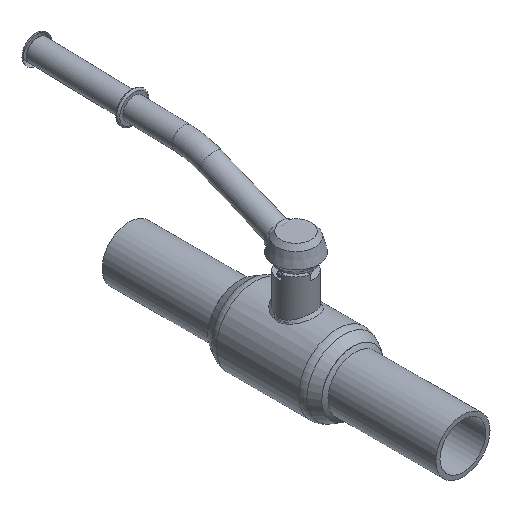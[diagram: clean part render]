
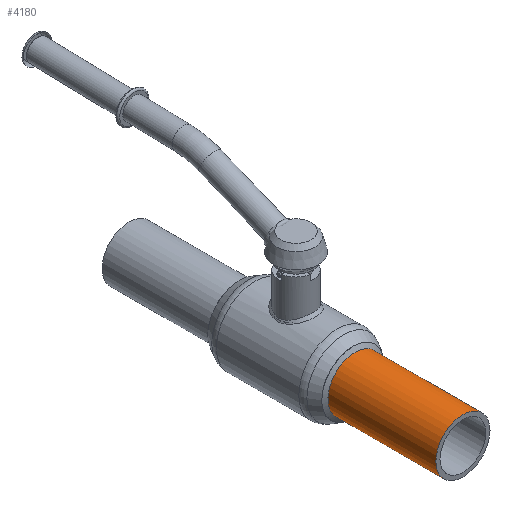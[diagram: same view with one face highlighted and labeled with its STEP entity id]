
A CAD part, isometric view. The second image highlights one B-rep face of the part: STEP entity #4180.
In plain terms, the highlighted cylindrical face has radius 21.15 mm (diameter 42.3 mm), a full revolution.
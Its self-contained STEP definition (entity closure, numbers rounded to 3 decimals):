
#4148=CARTESIAN_POINT('',(0.,-130.5,0.));
#4149=DIRECTION('',(0.,-1.,0.));
#4150=DIRECTION('',(0.,0.,-1.));
#4151=AXIS2_PLACEMENT_3D('',#4148,#4149,#4150);
#4152=CYLINDRICAL_SURFACE('',#4151,21.15);
#4153=CARTESIAN_POINT('',(-0.,-130.5,-21.15));
#4154=VERTEX_POINT('',#4153);
#4155=CARTESIAN_POINT('',(-0.,-35.331,-21.15));
#4156=VERTEX_POINT('',#4155);
#4157=CARTESIAN_POINT('',(0.,-130.5,-21.15));
#4158=DIRECTION('',(-0.,1.,-0.));
#4159=VECTOR('',#4158,95.169);
#4160=LINE('',#4157,#4159);
#4161=EDGE_CURVE('',#4154,#4156,#4160,.T.);
#4162=ORIENTED_EDGE('',*,*,#4161,.T.);
#4163=CARTESIAN_POINT('',(0.,-35.331,0.));
#4164=DIRECTION('',(0.,-1.,0.));
#4165=DIRECTION('',(0.,0.,-1.));
#4166=AXIS2_PLACEMENT_3D('',#4163,#4164,#4165);
#4167=CIRCLE('',#4166,21.15);
#4168=EDGE_CURVE('',#4156,#4156,#4167,.T.);
#4169=ORIENTED_EDGE('',*,*,#4168,.T.);
#4170=ORIENTED_EDGE('',*,*,#4161,.F.);
#4171=CARTESIAN_POINT('',(0.,-130.5,0.));
#4172=DIRECTION('',(0.,-1.,0.));
#4173=DIRECTION('',(0.,0.,-1.));
#4174=AXIS2_PLACEMENT_3D('',#4171,#4172,#4173);
#4175=CIRCLE('',#4174,21.15);
#4176=EDGE_CURVE('',#4154,#4154,#4175,.T.);
#4177=ORIENTED_EDGE('',*,*,#4176,.F.);
#4178=EDGE_LOOP('',(#4162,#4169,#4170,#4177));
#4179=FACE_BOUND('',#4178,.T.);
#4180=ADVANCED_FACE('',(#4179),#4152,.T.);
